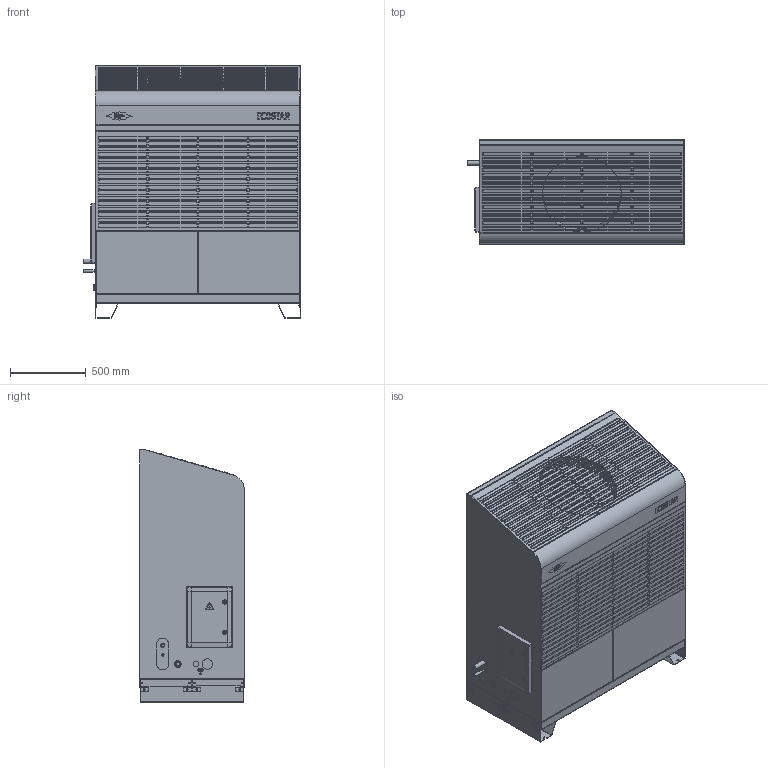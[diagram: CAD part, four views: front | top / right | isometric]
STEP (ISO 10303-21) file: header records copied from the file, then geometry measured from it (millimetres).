
FILE_DESCRIPTION(/* description */ (''),/* implementation_level */ '2;1');
FILE_NAME(/* name */ 'LHV5E_STANDARD.stp',/* time_stamp */ '2016-09-05T13:24:26+02:00',/* author */ (''),/* organization */ (''),/* preprocessor_version */ 'ST-DEVELOPER v15',/* originating_system */ 'SIEMENS PLM Software NX 9.0',/* authorisation */ '');
FILE_SCHEMA (('AUTOMOTIVE_DESIGN { 1 0 10303 214 3 1 1 1 }'));
Products named in the file (6): SUCTION_GAS_LINE_2DSE; BODY_LHV5E; ELECTRICAL_CLAMPING_BOX_ASSEM; PIPING_LIQU_LINE_4FE_S_GLASS; SUCTION_GAS_LINE_4FE-4EE; LHV5E_STANDARD
Assembly tree (5 placements, depth 2):
  LHV5E_STANDARD
    SUCTION_GAS_LINE_4FE-4EE
    PIPING_LIQU_LINE_4FE_S_GLASS
    ELECTRICAL_CLAMPING_BOX_ASSEM
    BODY_LHV5E
    SUCTION_GAS_LINE_2DSE
Bounding box: 1431.9 x 690.2 x 1660.03 mm (x, y, z)
Volume: 1324252871.7 mm3; surface area: 11073889.3 mm2
Topology: 6 solids, 19 shells, 5066 faces, 12415 edges, 7587 vertices
Faces by surface type: plane 2152, cylinder 1118, cone 954, torus 696, bspline 104, sphere 21, extrusion 21
Full cylindrical faces by diameter (mm): 3.167 x16, 4.8 x16, 5 x15, 6.4 x1, 7.76 x1, 8 x4, 8.7 x1, 10 x3, 13 x1, 14 x1, 16 x4, 16.1 x2, 16.2 x2, 17 x9, 19 x2, 21 x2, 22 x3, 23.38 x9, 25 x11, 26.9 x10, 28 x6, 30 x10, 36 x2, 42.2 x1, 45 x1, 46 x1, 68 x1, 517.501 x1
Entity records: 180633 total; most frequent: CARTESIAN_POINT 36292, DIRECTION 23966, ORIENTED_EDGE 23782, EDGE_CURVE 11891, AXIS2_PLACEMENT_3D 9174, VERTEX_POINT 7460, EDGE_LOOP 5799, VECTOR 5618
